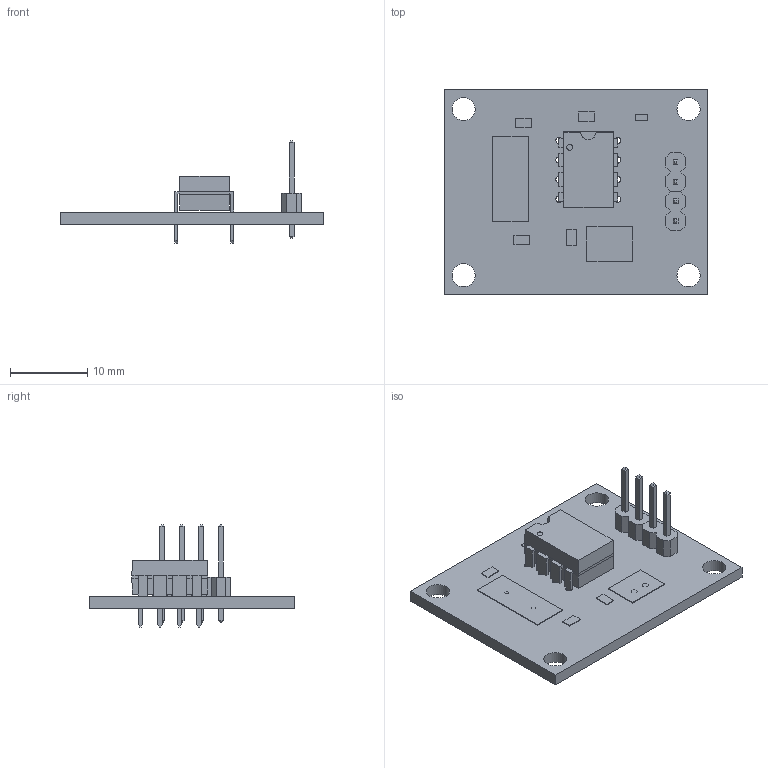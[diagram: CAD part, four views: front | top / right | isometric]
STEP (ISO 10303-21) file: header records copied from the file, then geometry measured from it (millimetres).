
FILE_DESCRIPTION(/* description */ (''),/* implementation_level */ '2;1');
FILE_NAME(/* name */ '9db97346-5850-498b-8d29-a10cdf426893.stp',/* time_stamp */ '2020-03-04T18:32:12+00:00',/* author */ (''),/* organization */ (''),/* preprocessor_version */ 'ST-DEVELOPER v18',/* originating_system */ 'Autodesk Translation Framework v8.12.0.6',/* authorisation */ '');
FILE_SCHEMA (('AUTOMOTIVE_DESIGN { 1 0 10303 214 3 1 1 }'));
Length unit declared in the file: millimetre
Products named in the file (10): 9db97346-5850-498b-8d29-a10cdf426893; PCB Component; Board; DIL08; QCL16.0000F18B23B; C0805C180J5GACTU; 0603YC104KAZ2A; RK73B2ATTD103J; 1X02; JST-PH2
Assembly tree (12 placements, depth 3):
  9db97346-5850-498b-8d29-a10cdf426893
    PCB Component
      Board
      DIL08
      QCL16.0000F18B23B
      C0805C180J5GACTU  x2
      0603YC104KAZ2A
      RK73B2ATTD103J  x2
      1X02  x2
      JST-PH2
Bounding box: 34.27 x 26.7 x 13.27 mm (x, y, z)
Volume: 1757.8 mm3; surface area: 2895.6 mm2
Topology: 11 solids, 11 shells, 289 faces, 710 edges, 456 vertices
Faces by surface type: plane 267, cylinder 22
Full cylindrical faces by diameter (mm): 0.5 x2, 0.762 x1, 0.813 x10, 1.016 x4, 3 x4
Entity records: 7237 total; most frequent: CARTESIAN_POINT 1175, ORIENTED_EDGE 1128, DIRECTION 1104, EDGE_CURVE 564, LINE 518, VECTOR 518, VERTEX_POINT 364, AXIS2_PLACEMENT_3D 293
